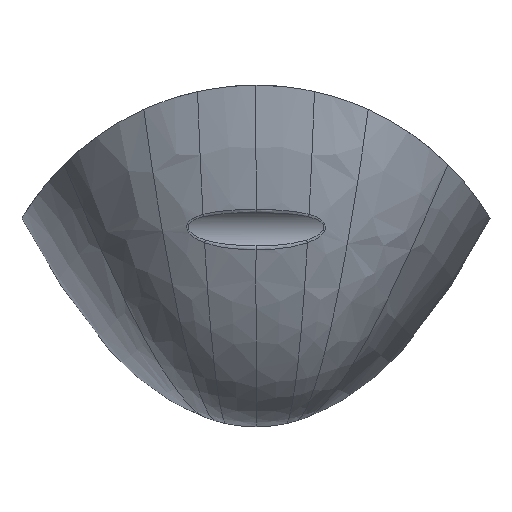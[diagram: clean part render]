
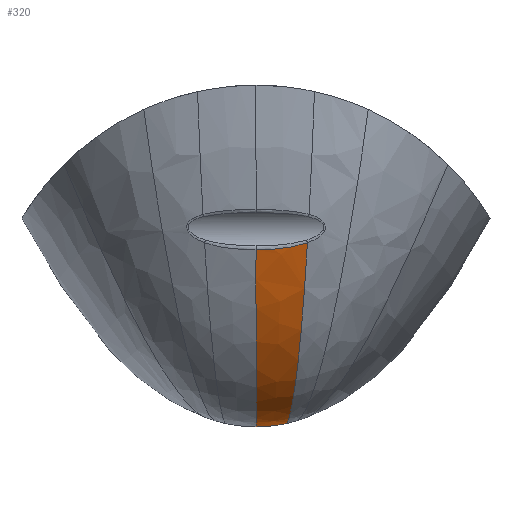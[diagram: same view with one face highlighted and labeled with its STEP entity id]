
A CAD part, left-side view. The second image highlights one B-rep face of the part: STEP entity #320.
In plain terms, the highlighted free-form (B-spline) face has degree [3, 3] with [14, 5] control points.
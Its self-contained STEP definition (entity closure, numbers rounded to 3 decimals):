
#320=ADVANCED_FACE('',(#879),#880,.T.);
#879=FACE_OUTER_BOUND('',#2192,.T.);
#880=B_SPLINE_SURFACE_WITH_KNOTS('',3,3,((#2193,#2194,#2195,#2196,#2197),(#2198,#2199,#2200,#2201,#2202),(#2203,#2204,#2205,#2206,#2207),(#2208,#2209,#2210,#2211,#2212),(#2213,#2214,#2215,#2216,#2217),(#2218,#2219,#2220,#2221,#2222),(#2223,#2224,#2225,#2226,#2227),(#2228,#2229,#2230,#2231,#2232),(#2233,#2234,#2235,#2236,#2237),(#2238,#2239,#2240,#2241,#2242),(#2243,#2244,#2245,#2246,#2247),(#2248,#2249,#2250,#2251,#2252),(#2253,#2254,#2255,#2256,#2257),(#2258,#2259,#2260,#2261,#2262)),.UNSPECIFIED.,.F.,.F.,.F.,(4,1,1,1,1,1,1,1,1,1,1,4),(4,1,4),(-0.008,0.063,0.125,0.188,0.25,0.375,0.438,0.5,0.625,0.75,0.875,1.008),(0.868,0.937,1.007),.UNSPECIFIED.);
#2192=EDGE_LOOP('',(#9925,#9926,#9927,#9928));
#2193=CARTESIAN_POINT('',(-8.409,-1.53,0.681));
#2194=CARTESIAN_POINT('',(-8.405,-1.358,0.643));
#2195=CARTESIAN_POINT('',(-8.398,-0.821,0.54));
#2196=CARTESIAN_POINT('',(-8.391,-0.186,0.51));
#2197=CARTESIAN_POINT('',(-8.388,0.081,0.514));
#2198=CARTESIAN_POINT('',(-8.982,-1.58,0.669));
#2199=CARTESIAN_POINT('',(-8.991,-1.395,0.625));
#2200=CARTESIAN_POINT('',(-9.006,-0.841,0.515));
#2201=CARTESIAN_POINT('',(-9.02,-0.193,0.482));
#2202=CARTESIAN_POINT('',(-9.027,0.083,0.485));
#2203=CARTESIAN_POINT('',(-9.891,-1.676,0.85));
#2204=CARTESIAN_POINT('',(-9.914,-1.468,0.804));
#2205=CARTESIAN_POINT('',(-9.953,-0.879,0.694));
#2206=CARTESIAN_POINT('',(-9.984,-0.204,0.669));
#2207=CARTESIAN_POINT('',(-9.998,0.088,0.677));
#2208=CARTESIAN_POINT('',(-11.027,-1.816,1.386));
#2209=CARTESIAN_POINT('',(-11.064,-1.573,1.34));
#2210=CARTESIAN_POINT('',(-11.119,-0.934,1.233));
#2211=CARTESIAN_POINT('',(-11.155,-0.221,1.215));
#2212=CARTESIAN_POINT('',(-11.169,0.095,1.228));
#2213=CARTESIAN_POINT('',(-11.985,-1.946,2.063));
#2214=CARTESIAN_POINT('',(-12.032,-1.669,2.019));
#2215=CARTESIAN_POINT('',(-12.096,-0.984,1.917));
#2216=CARTESIAN_POINT('',(-12.129,-0.238,1.902));
#2217=CARTESIAN_POINT('',(-12.139,0.102,1.915));
#2218=CARTESIAN_POINT('',(-13.128,-2.109,3.122));
#2219=CARTESIAN_POINT('',(-13.185,-1.79,3.082));
#2220=CARTESIAN_POINT('',(-13.258,-1.046,2.986));
#2221=CARTESIAN_POINT('',(-13.286,-0.258,2.97));
#2222=CARTESIAN_POINT('',(-13.29,0.11,2.981));
#2223=CARTESIAN_POINT('',(-14.104,-2.258,4.361));
#2224=CARTESIAN_POINT('',(-14.17,-1.899,4.326));
#2225=CARTESIAN_POINT('',(-14.251,-1.102,4.239));
#2226=CARTESIAN_POINT('',(-14.274,-0.277,4.219));
#2227=CARTESIAN_POINT('',(-14.273,0.118,4.225));
#2228=CARTESIAN_POINT('',(-14.956,-2.39,5.725));
#2229=CARTESIAN_POINT('',(-15.031,-1.992,5.7));
#2230=CARTESIAN_POINT('',(-15.117,-1.148,5.623));
#2231=CARTESIAN_POINT('',(-15.137,-0.294,5.6));
#2232=CARTESIAN_POINT('',(-15.132,0.124,5.599));
#2233=CARTESIAN_POINT('',(-15.729,-2.511,7.166));
#2234=CARTESIAN_POINT('',(-15.811,-2.077,7.152));
#2235=CARTESIAN_POINT('',(-15.904,-1.191,7.09));
#2236=CARTESIAN_POINT('',(-15.922,-0.31,7.062));
#2237=CARTESIAN_POINT('',(-15.914,0.131,7.055));
#2238=CARTESIAN_POINT('',(-16.557,-2.653,9.088));
#2239=CARTESIAN_POINT('',(-16.649,-2.174,9.094));
#2240=CARTESIAN_POINT('',(-16.75,-1.239,9.058));
#2241=CARTESIAN_POINT('',(-16.768,-0.329,9.031));
#2242=CARTESIAN_POINT('',(-16.759,0.138,9.017));
#2243=CARTESIAN_POINT('',(-17.343,-2.806,11.573));
#2244=CARTESIAN_POINT('',(-17.446,-2.276,11.613));
#2245=CARTESIAN_POINT('',(-17.555,-1.289,11.623));
#2246=CARTESIAN_POINT('',(-17.578,-0.351,11.606));
#2247=CARTESIAN_POINT('',(-17.57,0.147,11.587));
#2248=CARTESIAN_POINT('',(-17.93,-2.947,14.298));
#2249=CARTESIAN_POINT('',(-18.04,-2.367,14.384));
#2250=CARTESIAN_POINT('',(-18.158,-1.334,14.459));
#2251=CARTESIAN_POINT('',(-18.185,-0.373,14.464));
#2252=CARTESIAN_POINT('',(-18.18,0.155,14.447));
#2253=CARTESIAN_POINT('',(-18.153,-3.033,16.28));
#2254=CARTESIAN_POINT('',(-18.268,-2.421,16.406));
#2255=CARTESIAN_POINT('',(-18.387,-1.361,16.54));
#2256=CARTESIAN_POINT('',(-18.418,-0.387,16.573));
#2257=CARTESIAN_POINT('',(-18.414,0.161,16.562));
#2258=CARTESIAN_POINT('',(-18.209,-3.075,17.356));
#2259=CARTESIAN_POINT('',(-18.325,-2.446,17.505));
#2260=CARTESIAN_POINT('',(-18.443,-1.374,17.676));
#2261=CARTESIAN_POINT('',(-18.474,-0.394,17.727));
#2262=CARTESIAN_POINT('',(-18.47,0.164,17.722));
#9925=ORIENTED_EDGE('',*,*,#11782,.F.);
#9926=ORIENTED_EDGE('',*,*,#11783,.F.);
#9927=ORIENTED_EDGE('',*,*,#11784,.T.);
#9928=ORIENTED_EDGE('',*,*,#11785,.T.);
#11782=EDGE_CURVE('',#12882,#12858,#12883,.T.);
#11783=EDGE_CURVE('',#12884,#12882,#12885,.T.);
#11784=EDGE_CURVE('',#12884,#12886,#12887,.T.);
#11785=EDGE_CURVE('',#12886,#12858,#12888,.T.);
#12858=VERTEX_POINT('',#15360);
#12882=VERTEX_POINT('',#15452);
#12883=B_SPLINE_CURVE_WITH_KNOTS('',3,(#15453,#15454,#15455,#15456,#15457,#15458,#15459,#15460,#15461,#15462,#15463,#15464),.UNSPECIFIED.,.F.,.F.,(4,1,1,1,1,1,1,1,1,4),(0.0,0.098,0.196,0.294,0.392,0.588,0.686,0.784,0.98,1.0),.UNSPECIFIED.);
#12884=VERTEX_POINT('',#15465);
#12885=B_SPLINE_CURVE_WITH_KNOTS('',3,(#15466,#15467,#15468,#15469),.UNSPECIFIED.,.F.,.F.,(4,4),(0.0,1.0),.UNSPECIFIED.);
#12886=VERTEX_POINT('',#15470);
#12887=B_SPLINE_CURVE_WITH_KNOTS('',3,(#15471,#15472,#15473,#15474,#15475,#15476,#15477,#15478,#15479,#15480,#15481,#15482),.UNSPECIFIED.,.F.,.F.,(4,1,1,1,1,1,1,1,1,4),(0.0,0.096,0.191,0.287,0.383,0.574,0.67,0.765,0.957,1.0),.UNSPECIFIED.);
#12888=B_SPLINE_CURVE_WITH_KNOTS('',3,(#15483,#15484,#15485,#15486,#15487,#15488,#15489,#15490,#15491,#15492,#15493),.UNSPECIFIED.,.F.,.F.,(4,1,1,1,1,1,1,1,4),(0.0,0.068,0.14,0.215,0.329,0.452,0.714,0.855,1.0),.UNSPECIFIED.);
#15360=CARTESIAN_POINT('',(-16.821,0.,9.314));
#15452=CARTESIAN_POINT('',(-8.6,0.0,0.508));
#15453=CARTESIAN_POINT('',(-8.6,0.0,0.508));
#15454=CARTESIAN_POINT('',(-9.14,0.,0.508));
#15455=CARTESIAN_POINT('',(-10.042,0.,0.698));
#15456=CARTESIAN_POINT('',(-11.164,0.,1.225));
#15457=CARTESIAN_POINT('',(-12.136,0.,1.912));
#15458=CARTESIAN_POINT('',(-13.289,0.,2.979));
#15459=CARTESIAN_POINT('',(-14.273,0.,4.224));
#15460=CARTESIAN_POINT('',(-15.133,0.,5.6));
#15461=CARTESIAN_POINT('',(-15.916,0.,7.058));
#15462=CARTESIAN_POINT('',(-16.458,0.,8.317));
#15463=CARTESIAN_POINT('',(-16.79,0.,9.228));
#15464=CARTESIAN_POINT('',(-16.821,0.,9.314));
#15465=CARTESIAN_POINT('',(-8.6,-1.5,0.671));
#15466=CARTESIAN_POINT('',(-8.6,-1.5,0.671));
#15467=CARTESIAN_POINT('',(-8.6,-1.008,0.563));
#15468=CARTESIAN_POINT('',(-8.6,-0.504,0.508));
#15469=CARTESIAN_POINT('',(-8.6,0.,0.508));
#15470=CARTESIAN_POINT('',(-16.741,-2.561,9.666));
#15471=CARTESIAN_POINT('',(-8.6,-1.5,0.671));
#15472=CARTESIAN_POINT('',(-9.093,-1.542,0.68));
#15473=CARTESIAN_POINT('',(-9.943,-1.627,0.86));
#15474=CARTESIAN_POINT('',(-11.036,-1.753,1.374));
#15475=CARTESIAN_POINT('',(-11.997,-1.874,2.052));
#15476=CARTESIAN_POINT('',(-13.142,-2.027,3.112));
#15477=CARTESIAN_POINT('',(-14.121,-2.166,4.352));
#15478=CARTESIAN_POINT('',(-14.975,-2.288,5.718));
#15479=CARTESIAN_POINT('',(-15.749,-2.4,7.162));
#15480=CARTESIAN_POINT('',(-16.322,-2.491,8.492));
#15481=CARTESIAN_POINT('',(-16.677,-2.551,9.482));
#15482=CARTESIAN_POINT('',(-16.741,-2.561,9.666));
#15483=CARTESIAN_POINT('',(-16.741,-2.561,9.666));
#15484=CARTESIAN_POINT('',(-16.743,-2.505,9.647));
#15485=CARTESIAN_POINT('',(-16.749,-2.391,9.607));
#15486=CARTESIAN_POINT('',(-16.758,-2.211,9.557));
#15487=CARTESIAN_POINT('',(-16.768,-1.993,9.503));
#15488=CARTESIAN_POINT('',(-16.781,-1.728,9.45));
#15489=CARTESIAN_POINT('',(-16.798,-1.301,9.383));
#15490=CARTESIAN_POINT('',(-16.812,-0.847,9.34));
#15491=CARTESIAN_POINT('',(-16.82,-0.373,9.317));
#15492=CARTESIAN_POINT('',(-16.82,-0.125,9.315));
#15493=CARTESIAN_POINT('',(-16.821,0.,9.314));
